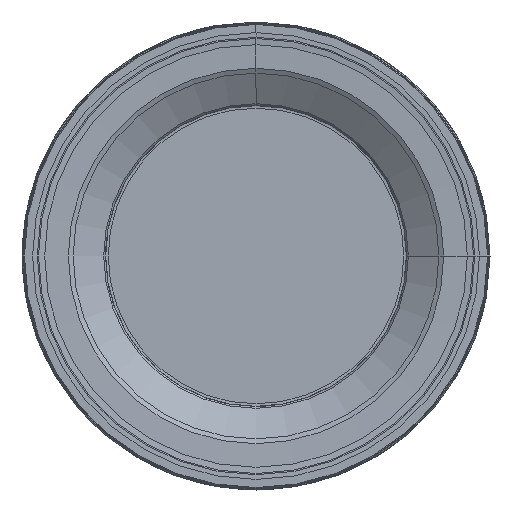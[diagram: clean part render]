
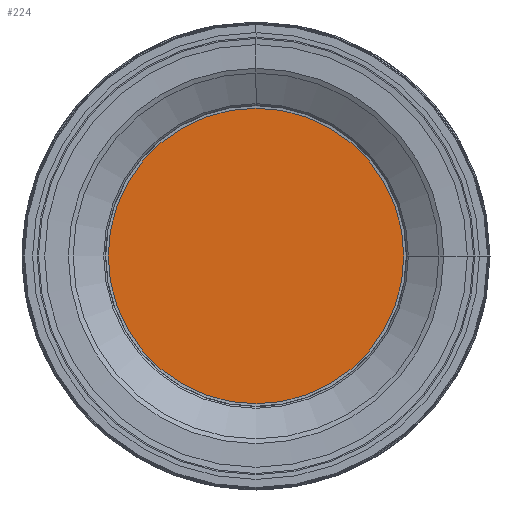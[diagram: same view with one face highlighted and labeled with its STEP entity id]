
A CAD part, left-side view. The second image highlights one B-rep face of the part: STEP entity #224.
In plain terms, the highlighted planar face has unit normal (-1, 0, 0).
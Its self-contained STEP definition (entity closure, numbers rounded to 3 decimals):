
#39=PLANE('',#1234);
#224=ADVANCED_FACE('',(#347),#39,.F.);
#347=FACE_OUTER_BOUND('',#415,.T.);
#415=EDGE_LOOP('',(#781));
#516=CIRCLE('',#1233,13.27);
#781=ORIENTED_EDGE('',*,*,#1024,.T.);
#882=VERTEX_POINT('',#2442);
#1024=EDGE_CURVE('',#882,#882,#516,.T.);
#1233=AXIS2_PLACEMENT_3D('',#2441,#1550,#1551);
#1234=AXIS2_PLACEMENT_3D('',#2443,#1552,#1553);
#1550=DIRECTION('',(-1.,0.,0.));
#1551=DIRECTION('',(0.,0.,1.));
#1552=DIRECTION('',(1.,0.,0.));
#1553=DIRECTION('',(0.,0.,-1.));
#2441=CARTESIAN_POINT('',(3.,0.,0.));
#2442=CARTESIAN_POINT('',(3.,0.,13.27));
#2443=CARTESIAN_POINT('',(3.,13.27,0.));
